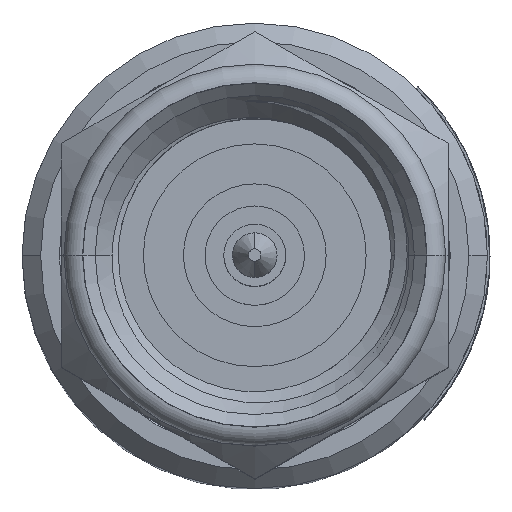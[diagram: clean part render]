
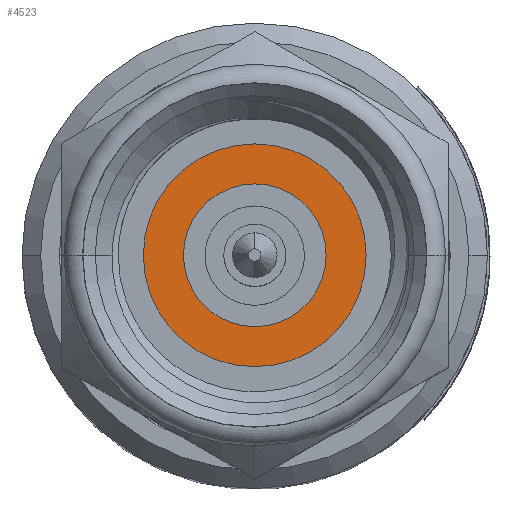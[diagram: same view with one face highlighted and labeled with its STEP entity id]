
A CAD part, top view. The second image highlights one B-rep face of the part: STEP entity #4523.
In plain terms, the highlighted planar face has unit normal (0, 0, 1).
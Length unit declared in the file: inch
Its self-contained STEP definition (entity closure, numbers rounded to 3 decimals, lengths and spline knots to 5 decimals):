
#468 = VERTEX_POINT ( 'NONE', #25937 ) ;
#503 = EDGE_CURVE ( 'NONE', #468, #13374, #14404, .T. ) ;
#1122 = CARTESIAN_POINT ( 'NONE',  ( -0.38392, -0.02122, 0.33849 ) ) ;
#1967 = DIRECTION ( 'NONE',  ( 0., 0., 1. ) ) ;
#2120 = DIRECTION ( 'NONE',  ( 1., 0., 0. ) ) ;
#2183 = AXIS2_PLACEMENT_3D ( 'NONE', #17747, #1967, #2120 ) ;
#2661 = AXIS2_PLACEMENT_3D ( 'NONE', #23131, #27739, #2915 ) ;
#2915 = DIRECTION ( 'NONE',  ( 1., 0., 0. ) ) ;
#3269 = AXIS2_PLACEMENT_3D ( 'NONE', #1122, #12894, #21977 ) ;
#3928 = DIRECTION ( 'NONE',  ( 1., 0., 0. ) ) ;
#4384 = EDGE_CURVE ( 'NONE', #14014, #12671, #10243, .T. ) ;
#4523 = ADVANCED_FACE ( 'NONE', ( #23998, #12698 ), #21778, .T. ) ;
#6088 = DIRECTION ( 'NONE',  ( 1., 0., 0. ) ) ;
#6488 = CIRCLE ( 'NONE', #21665, 0.0575 ) ;
#7841 = CARTESIAN_POINT ( 'NONE',  ( -0.32642, -0.02122, 0.33849 ) ) ;
#10243 = CIRCLE ( 'NONE', #2661, 0.0575 ) ;
#10248 = ORIENTED_EDGE ( 'NONE', *, *, #19906, .T. ) ;
#11545 = EDGE_CURVE ( 'NONE', #12671, #14014, #6488, .T. ) ;
#12671 = VERTEX_POINT ( 'NONE', #17976 ) ;
#12698 = FACE_OUTER_BOUND ( 'NONE', #23599, .T. ) ;
#12894 = DIRECTION ( 'NONE',  ( 0., 0., 1. ) ) ;
#13114 = ORIENTED_EDGE ( 'NONE', *, *, #503, .T. ) ;
#13127 = EDGE_LOOP ( 'NONE', ( #24653, #13323 ) ) ;
#13323 = ORIENTED_EDGE ( 'NONE', *, *, #11545, .F. ) ;
#13374 = VERTEX_POINT ( 'NONE', #16349 ) ;
#13848 = AXIS2_PLACEMENT_3D ( 'NONE', #21923, #19378, #3928 ) ;
#14014 = VERTEX_POINT ( 'NONE', #7841 ) ;
#14215 = CIRCLE ( 'NONE', #3269, 0.08975 ) ;
#14404 = CIRCLE ( 'NONE', #13848, 0.08975 ) ;
#16349 = CARTESIAN_POINT ( 'NONE',  ( -0.47367, -0.02122, 0.33849 ) ) ;
#17363 = CARTESIAN_POINT ( 'NONE',  ( -0.38392, -0.02122, 0.33849 ) ) ;
#17747 = CARTESIAN_POINT ( 'NONE',  ( -0.38392, -0.07872, 0.33849 ) ) ;
#17976 = CARTESIAN_POINT ( 'NONE',  ( -0.44142, -0.02122, 0.33849 ) ) ;
#19378 = DIRECTION ( 'NONE',  ( 0., 0., 1. ) ) ;
#19906 = EDGE_CURVE ( 'NONE', #13374, #468, #14215, .T. ) ;
#21665 = AXIS2_PLACEMENT_3D ( 'NONE', #17363, #26428, #6088 ) ;
#21778 = PLANE ( 'NONE',  #2183 ) ;
#21923 = CARTESIAN_POINT ( 'NONE',  ( -0.38392, -0.02122, 0.33849 ) ) ;
#21977 = DIRECTION ( 'NONE',  ( 1., 0., 0. ) ) ;
#23131 = CARTESIAN_POINT ( 'NONE',  ( -0.38392, -0.02122, 0.33849 ) ) ;
#23599 = EDGE_LOOP ( 'NONE', ( #13114, #10248 ) ) ;
#23998 = FACE_BOUND ( 'NONE', #13127, .T. ) ;
#24653 = ORIENTED_EDGE ( 'NONE', *, *, #4384, .F. ) ;
#25937 = CARTESIAN_POINT ( 'NONE',  ( -0.29417, -0.02122, 0.33849 ) ) ;
#26428 = DIRECTION ( 'NONE',  ( 0., 0., 1. ) ) ;
#27739 = DIRECTION ( 'NONE',  ( 0., 0., 1. ) ) ;
